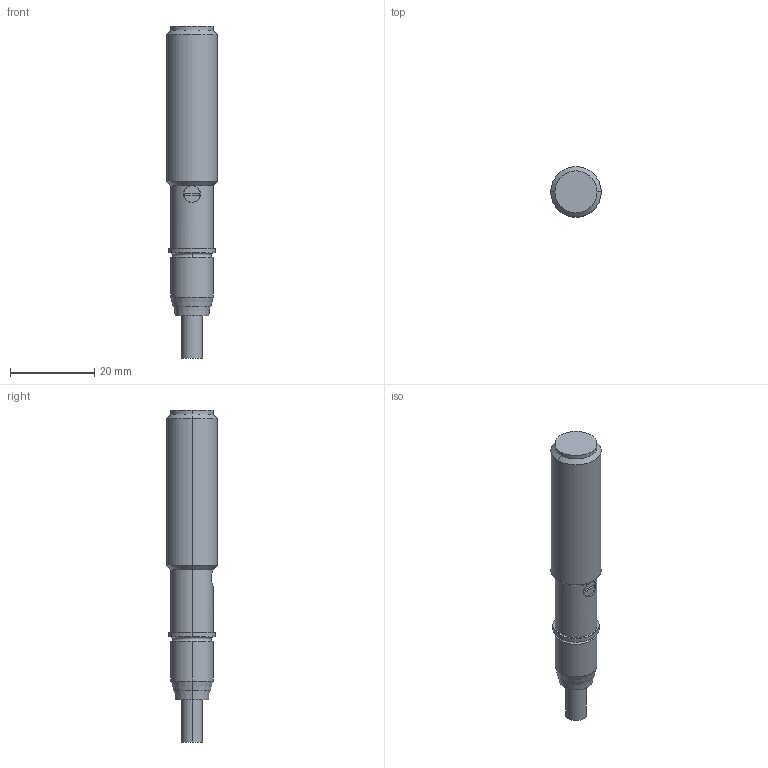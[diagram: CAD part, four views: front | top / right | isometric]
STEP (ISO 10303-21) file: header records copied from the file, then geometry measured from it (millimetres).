
FILE_DESCRIPTION((''),'2;1');
FILE_NAME('PRT0001','2012-02-14T',('dhelisch'),(''),'PRO/ENGINEER BY PARAMETRIC TECHNOLOGY CORPORATION, 2007250','PRO/ENGINEER BY PARAMETRIC TECHNOLOGY CORPORATION, 2007250','');
FILE_SCHEMA(('CONFIG_CONTROL_DESIGN'));
Length unit declared in the file: millimetre
Products named in the file (1): PRT0001
Bounding box: 12 x 12 x 79 mm (x, y, z)
Volume: 6783.1 mm3; surface area: 2763.7 mm2
Topology: 1 solids, 1 shells, 36 faces, 75 edges, 46 vertices
Faces by surface type: cylinder 14, plane 12, cone 8, torus 2
Entity records: 1361 total; most frequent: CARTESIAN_POINT 185, DIRECTION 184, ORIENTED_EDGE 150, PRESENTATION_STYLE_ASSIGNMENT 79, STYLED_ITEM 76, AXIS2_PLACEMENT_3D 75, CURVE_STYLE 75, EDGE_CURVE 75
